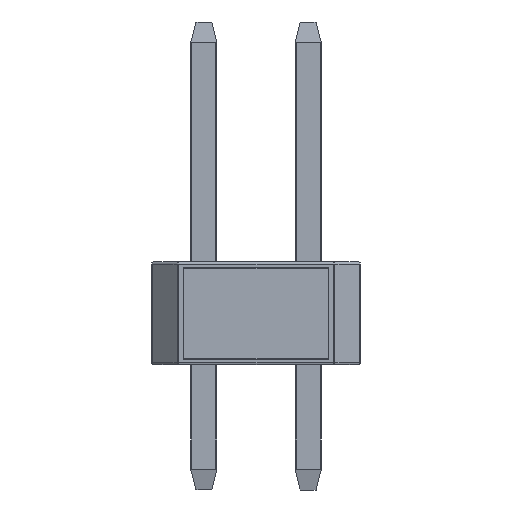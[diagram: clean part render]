
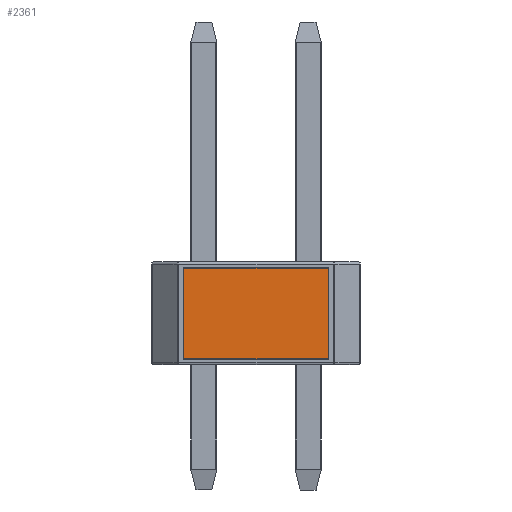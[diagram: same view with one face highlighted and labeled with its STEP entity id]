
A CAD part, left-side view. The second image highlights one B-rep face of the part: STEP entity #2361.
In plain terms, the highlighted planar face has unit normal (-1, 0, 0).
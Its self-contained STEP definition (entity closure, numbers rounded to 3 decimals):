
#410=FACE_OUTER_BOUND('',#536,.T.);
#536=EDGE_LOOP('',(#1938,#1939,#1940,#1941));
#675=LINE('',#3673,#891);
#676=LINE('',#3678,#892);
#679=LINE('',#3686,#895);
#681=LINE('',#3689,#897);
#891=VECTOR('',#2930,10.);
#892=VECTOR('',#2935,10.);
#895=VECTOR('',#2944,10.);
#897=VECTOR('',#2948,10.);
#1088=VERTEX_POINT('',#3670);
#1089=VERTEX_POINT('',#3672);
#1090=VERTEX_POINT('',#3676);
#1091=VERTEX_POINT('',#3677);
#1304=EDGE_CURVE('',#1089,#1088,#675,.T.);
#1306=EDGE_CURVE('',#1090,#1091,#676,.T.);
#1311=EDGE_CURVE('',#1088,#1090,#679,.T.);
#1313=EDGE_CURVE('',#1091,#1089,#681,.T.);
#1938=ORIENTED_EDGE('',*,*,#1311,.T.);
#1939=ORIENTED_EDGE('',*,*,#1306,.T.);
#1940=ORIENTED_EDGE('',*,*,#1313,.T.);
#1941=ORIENTED_EDGE('',*,*,#1304,.T.);
#2124=PLANE('',#2607);
#2361=ADVANCED_FACE('',(#410),#2124,.T.);
#2607=AXIS2_PLACEMENT_3D('',#3887,#3199,#3200);
#2930=DIRECTION('',(0.,1.,0.));
#2935=DIRECTION('',(0.,-1.,0.));
#2944=DIRECTION('',(0.,0.,-1.));
#2948=DIRECTION('',(0.,0.,1.));
#3199=DIRECTION('center_axis',(-1.,0.,0.));
#3200=DIRECTION('ref_axis',(0.,0.,1.));
#3670=CARTESIAN_POINT('',(-1.27,3.023,2.35));
#3672=CARTESIAN_POINT('',(-1.27,-0.488,2.35));
#3673=CARTESIAN_POINT('',(-1.27,3.023,2.35));
#3676=CARTESIAN_POINT('',(-1.27,3.023,0.15));
#3677=CARTESIAN_POINT('',(-1.27,-0.488,0.15));
#3678=CARTESIAN_POINT('',(-1.27,-0.488,0.15));
#3686=CARTESIAN_POINT('',(-1.27,3.023,0.15));
#3689=CARTESIAN_POINT('',(-1.27,-0.488,2.35));
#3887=CARTESIAN_POINT('Origin',(-1.27,1.268,1.25));
